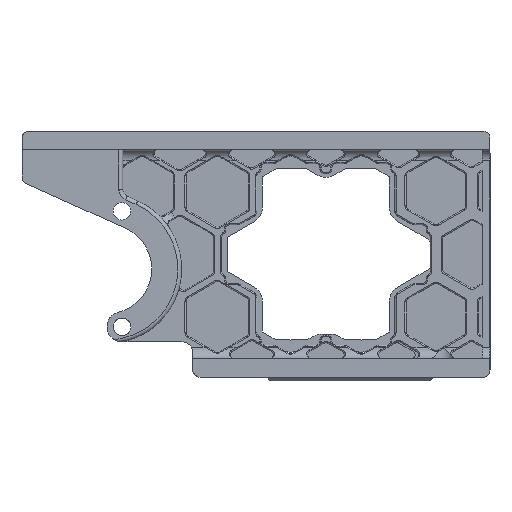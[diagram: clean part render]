
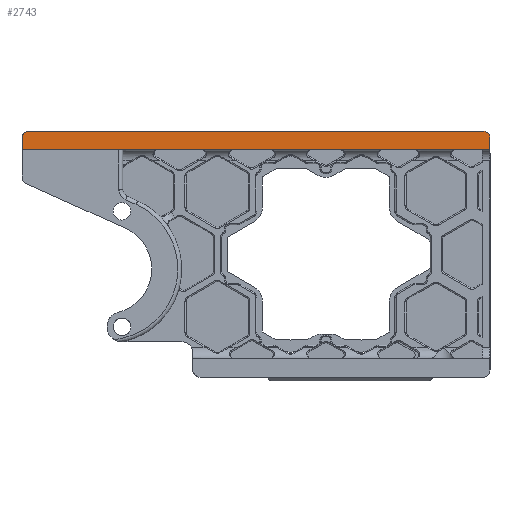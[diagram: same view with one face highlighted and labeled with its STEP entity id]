
A CAD part, front view. The second image highlights one B-rep face of the part: STEP entity #2743.
In plain terms, the highlighted planar face has unit normal (0, -1, 0).
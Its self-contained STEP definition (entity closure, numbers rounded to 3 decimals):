
#504 = DIRECTION ( 'NONE',  ( 0., 0., -1. ) ) ;
#2112 = CARTESIAN_POINT ( 'NONE',  ( -31.607, -38., 123.844 ) ) ;
#2743 = ADVANCED_FACE ( 'NONE', ( #20557 ), #33017, .F. ) ;
#3837 = VECTOR ( 'NONE', #24454, 1000. ) ;
#3847 = EDGE_CURVE ( 'NONE', #34058, #32233, #21219, .T. ) ;
#4668 = VECTOR ( 'NONE', #38568, 1000. ) ;
#5089 = CARTESIAN_POINT ( 'NONE',  ( 27.4, -38., 91.096 ) ) ;
#6313 = LINE ( 'NONE', #12023, #3837 ) ;
#7445 = CARTESIAN_POINT ( 'NONE',  ( 92.9, -38., 122.096 ) ) ;
#7545 = CARTESIAN_POINT ( 'NONE',  ( 27.4, -38., 124.096 ) ) ;
#9038 = CARTESIAN_POINT ( 'NONE',  ( -32.199, -38., 123.325 ) ) ;
#9704 = CARTESIAN_POINT ( 'NONE',  ( 92.9, -38., 119.096 ) ) ;
#9884 = LINE ( 'NONE', #34566, #22157 ) ;
#11217 = CARTESIAN_POINT ( 'NONE',  ( 90.9, -38., 124.096 ) ) ;
#11452 = DIRECTION ( 'NONE',  ( 0., 0., 1. ) ) ;
#11889 = CARTESIAN_POINT ( 'NONE',  ( -30.599, -38., 124.096 ) ) ;
#12023 = CARTESIAN_POINT ( 'NONE',  ( 27.4, -38., 119.096 ) ) ;
#12178 = CARTESIAN_POINT ( 'NONE',  ( 90.9, -38., 122.096 ) ) ;
#13541 = ORIENTED_EDGE ( 'NONE', *, *, #36019, .F. ) ;
#13988 = CARTESIAN_POINT ( 'NONE',  ( -32.599, -38., 119.096 ) ) ;
#14937 = CARTESIAN_POINT ( 'NONE',  ( -32.347, -38., 123.103 ) ) ;
#15349 = B_SPLINE_CURVE_WITH_KNOTS ( 'NONE', 3,
 ( #30661, #21041, #33503, #14937, #9038, #26963, #2112, #27389, #39837, #11889 ),
 .UNSPECIFIED., .F., .F.,
 ( 4, 2, 2, 2, 4 ),
 ( 0., 0.25, 0.5, 0.75, 1. ),
 .UNSPECIFIED. ) ;
#15429 = DIRECTION ( 'NONE',  ( -1., 0., 0. ) ) ;
#16200 = CIRCLE ( 'NONE', #40313, 2. ) ;
#16817 = EDGE_CURVE ( 'NONE', #32233, #25730, #16200, .T. ) ;
#17236 = ORIENTED_EDGE ( 'NONE', *, *, #33062, .F. ) ;
#17509 = DIRECTION ( 'NONE',  ( 0., 1., 0. ) ) ;
#18504 = EDGE_CURVE ( 'NONE', #30525, #23476, #9884, .T. ) ;
#18711 = DIRECTION ( 'NONE',  ( 1., 0., 0. ) ) ;
#18859 = ORIENTED_EDGE ( 'NONE', *, *, #18504, .T. ) ;
#19578 = EDGE_LOOP ( 'NONE', ( #38742, #27909, #13541, #28310, #18859, #17236 ) ) ;
#19758 = CARTESIAN_POINT ( 'NONE',  ( -30.599, -38., 124.096 ) ) ;
#20557 = FACE_OUTER_BOUND ( 'NONE', #19578, .T. ) ;
#21041 = CARTESIAN_POINT ( 'NONE',  ( -32.599, -38., 122.358 ) ) ;
#21219 = LINE ( 'NONE', #39402, #35559 ) ;
#22157 = VECTOR ( 'NONE', #504, 1000. ) ;
#23476 = VERTEX_POINT ( 'NONE', #13988 ) ;
#24454 = DIRECTION ( 'NONE',  ( -1., 0., 0. ) ) ;
#24616 = DIRECTION ( 'NONE',  ( 0., -1., 0. ) ) ;
#25730 = VERTEX_POINT ( 'NONE', #11217 ) ;
#26963 = CARTESIAN_POINT ( 'NONE',  ( -31.829, -38., 123.695 ) ) ;
#27389 = CARTESIAN_POINT ( 'NONE',  ( -31.123, -38., 124.044 ) ) ;
#27909 = ORIENTED_EDGE ( 'NONE', *, *, #16817, .T. ) ;
#28310 = ORIENTED_EDGE ( 'NONE', *, *, #30449, .F. ) ;
#30449 = EDGE_CURVE ( 'NONE', #30525, #36101, #15349, .T. ) ;
#30525 = VERTEX_POINT ( 'NONE', #36085 ) ;
#30661 = CARTESIAN_POINT ( 'NONE',  ( -32.599, -38., 122.096 ) ) ;
#32233 = VERTEX_POINT ( 'NONE', #7445 ) ;
#33017 = PLANE ( 'NONE',  #40038 ) ;
#33062 = EDGE_CURVE ( 'NONE', #34058, #23476, #6313, .T. ) ;
#33503 = CARTESIAN_POINT ( 'NONE',  ( -32.547, -38., 122.62 ) ) ;
#34058 = VERTEX_POINT ( 'NONE', #9704 ) ;
#34566 = CARTESIAN_POINT ( 'NONE',  ( -32.599, -38., 110.56 ) ) ;
#35559 = VECTOR ( 'NONE', #11452, 1000. ) ;
#36019 = EDGE_CURVE ( 'NONE', #36101, #25730, #37972, .T. ) ;
#36085 = CARTESIAN_POINT ( 'NONE',  ( -32.599, -38., 122.096 ) ) ;
#36101 = VERTEX_POINT ( 'NONE', #19758 ) ;
#37972 = LINE ( 'NONE', #7545, #4668 ) ;
#38568 = DIRECTION ( 'NONE',  ( 1., 0., 0. ) ) ;
#38742 = ORIENTED_EDGE ( 'NONE', *, *, #3847, .T. ) ;
#39402 = CARTESIAN_POINT ( 'NONE',  ( 92.9, -38., 91.096 ) ) ;
#39837 = CARTESIAN_POINT ( 'NONE',  ( -30.861, -38., 124.096 ) ) ;
#40038 = AXIS2_PLACEMENT_3D ( 'NONE', #5089, #17509, #18711 ) ;
#40313 = AXIS2_PLACEMENT_3D ( 'NONE', #12178, #24616, #15429 ) ;
